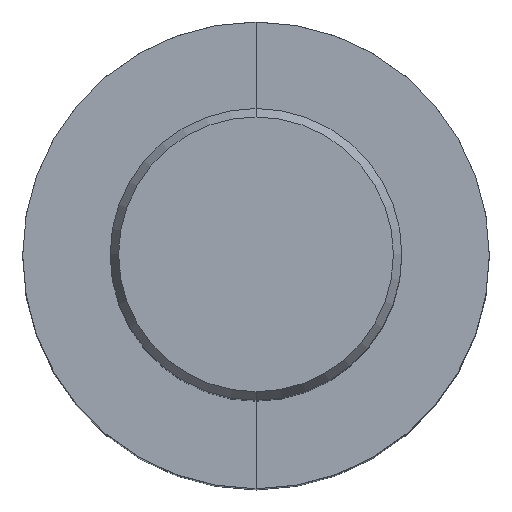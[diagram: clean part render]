
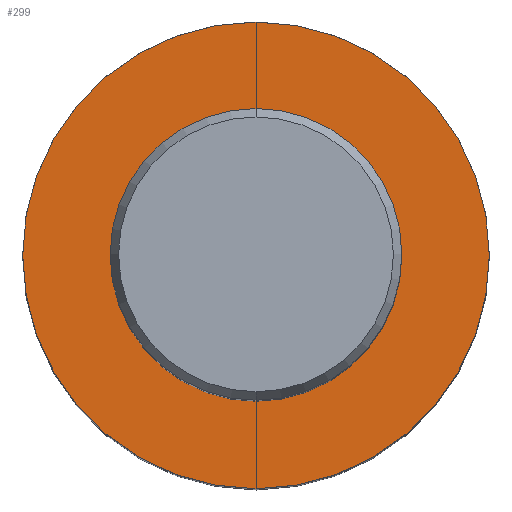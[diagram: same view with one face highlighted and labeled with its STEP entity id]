
A CAD part, top view. The second image highlights one B-rep face of the part: STEP entity #299.
In plain terms, the highlighted planar face has unit normal (0, 0, 1).
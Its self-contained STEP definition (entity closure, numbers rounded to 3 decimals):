
#167=VERTEX_POINT('',#380);
#175=VERTEX_POINT('',#388);
#201=VERTEX_POINT('',#419);
#229=EDGE_CURVE('',#251,#201,#448,.T.);
#233=EDGE_CURVE('',#167,#175,#452,.T.);
#241=EDGE_CURVE('',#201,#251,#460,.T.);
#251=VERTEX_POINT('',#472);
#299=ADVANCED_FACE('',(#526,#527),#528,.T.);
#305=EDGE_CURVE('',#175,#167,#534,.T.);
#380=CARTESIAN_POINT('',(0.,-15.875,-63.49));
#388=CARTESIAN_POINT('',(0.0,15.875,-63.49));
#419=CARTESIAN_POINT('',(0.,-25.395,-63.49));
#448=CIRCLE('',#702,25.395);
#452=CIRCLE('',#708,15.875);
#460=CIRCLE('',#720,25.395);
#472=CARTESIAN_POINT('',(0.0,25.395,-63.49));
#526=FACE_OUTER_BOUND('',#799,.T.);
#527=FACE_BOUND('',#800,.T.);
#528=PLANE('',#801);
#534=CIRCLE('',#810,15.875);
#702=AXIS2_PLACEMENT_3D('',#961,#962,#963);
#708=AXIS2_PLACEMENT_3D('',#967,#968,#969);
#720=AXIS2_PLACEMENT_3D('',#979,#980,#981);
#799=EDGE_LOOP('',(#1069,#1070));
#800=EDGE_LOOP('',(#1071,#1072));
#801=AXIS2_PLACEMENT_3D('',#1073,#1074,#1075);
#810=AXIS2_PLACEMENT_3D('',#1077,#1078,#1079);
#961=CARTESIAN_POINT('',(0.0,0.0,-63.49));
#962=DIRECTION('',(0.0,0.0,-1.0));
#963=DIRECTION('',(0.0,1.0,0.0));
#967=CARTESIAN_POINT('',(0.0,0.0,-63.49));
#968=DIRECTION('',(0.0,0.0,-1.0));
#969=DIRECTION('',(0.0,1.0,0.0));
#979=CARTESIAN_POINT('',(0.0,0.0,-63.49));
#980=DIRECTION('',(0.0,0.0,-1.0));
#981=DIRECTION('',(0.0,1.0,0.0));
#1069=ORIENTED_EDGE('',*,*,#229,.F.);
#1070=ORIENTED_EDGE('',*,*,#241,.F.);
#1071=ORIENTED_EDGE('',*,*,#305,.T.);
#1072=ORIENTED_EDGE('',*,*,#233,.T.);
#1073=CARTESIAN_POINT('',(0.0,20.635,-63.49));
#1074=DIRECTION('',(-0.0,0.0,1.0));
#1075=DIRECTION('',(0.0,-1.0,0.0));
#1077=CARTESIAN_POINT('',(0.0,0.0,-63.49));
#1078=DIRECTION('',(0.0,0.0,-1.0));
#1079=DIRECTION('',(0.0,1.0,0.0));
